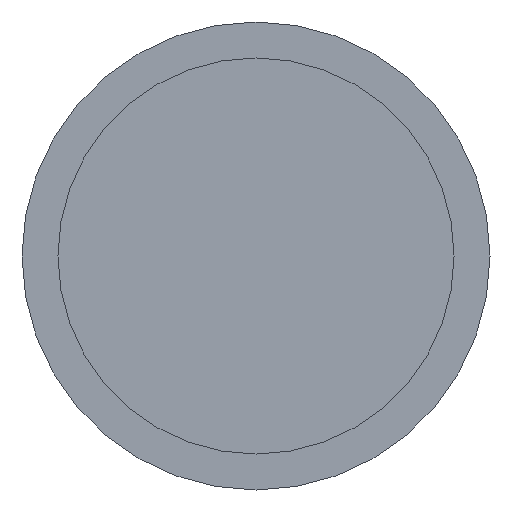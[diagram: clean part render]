
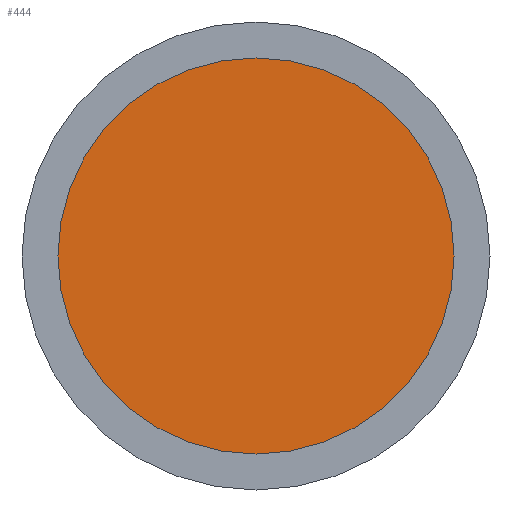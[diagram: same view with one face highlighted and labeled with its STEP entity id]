
A CAD part, front view. The second image highlights one B-rep face of the part: STEP entity #444.
In plain terms, the highlighted planar face has unit normal (0, -1, 0).
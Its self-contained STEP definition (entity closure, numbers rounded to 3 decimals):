
#14 = DIRECTION ( 'NONE',  ( 0., 1., 0. ) ) ;
#19 = DIRECTION ( 'NONE',  ( 0., 1., 0. ) ) ;
#51 = AXIS2_PLACEMENT_3D ( 'NONE', #548, #14, #82 ) ;
#57 = CARTESIAN_POINT ( 'NONE',  ( -42.1, -7.259, -9.931 ) ) ;
#80 = CARTESIAN_POINT ( 'NONE',  ( -34.592, -7.259, 0. ) ) ;
#82 = DIRECTION ( 'NONE',  ( 0.603, 0., 0.798 ) ) ;
#170 = EDGE_CURVE ( 'NONE', #743, #668, #571, .T. ) ;
#193 = DIRECTION ( 'NONE',  ( 0.603, 0., 0.798 ) ) ;
#216 = CARTESIAN_POINT ( 'NONE',  ( -34.592, -7.259, 0. ) ) ;
#269 = AXIS2_PLACEMENT_3D ( 'NONE', #80, #469, #193 ) ;
#279 = ORIENTED_EDGE ( 'NONE', *, *, #842, .F. ) ;
#341 = CARTESIAN_POINT ( 'NONE',  ( -27.084, -7.259, 9.931 ) ) ;
#345 = CIRCLE ( 'NONE', #689, 12.45 ) ;
#444 = ADVANCED_FACE ( 'NONE', ( #773 ), #722, .F. ) ;
#469 = DIRECTION ( 'NONE',  ( 0., 1., 0. ) ) ;
#516 = ORIENTED_EDGE ( 'NONE', *, *, #170, .F. ) ;
#548 = CARTESIAN_POINT ( 'NONE',  ( -34.592, -7.259, 0. ) ) ;
#571 = CIRCLE ( 'NONE', #51, 12.45 ) ;
#574 = EDGE_LOOP ( 'NONE', ( #279, #516 ) ) ;
#624 = DIRECTION ( 'NONE',  ( 0.603, 0., 0.798 ) ) ;
#668 = VERTEX_POINT ( 'NONE', #57 ) ;
#689 = AXIS2_PLACEMENT_3D ( 'NONE', #216, #19, #624 ) ;
#722 = PLANE ( 'NONE',  #269 ) ;
#743 = VERTEX_POINT ( 'NONE', #341 ) ;
#773 = FACE_OUTER_BOUND ( 'NONE', #574, .T. ) ;
#842 = EDGE_CURVE ( 'NONE', #668, #743, #345, .T. ) ;
